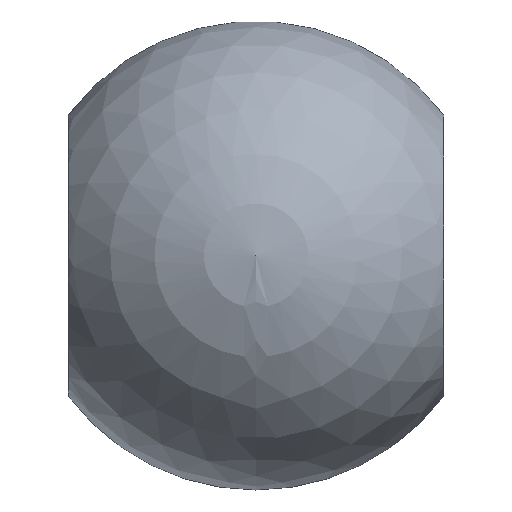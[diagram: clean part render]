
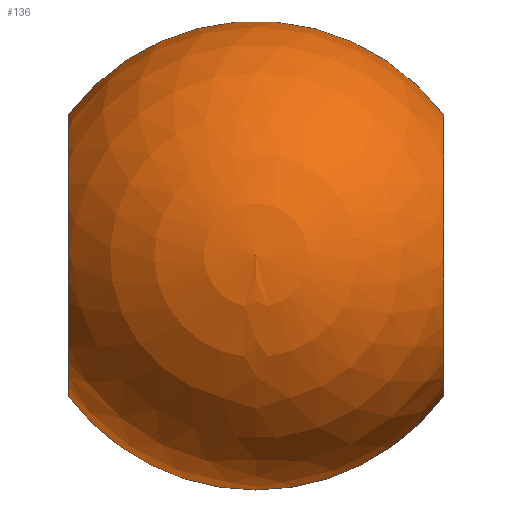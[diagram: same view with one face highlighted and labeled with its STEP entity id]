
A CAD part, front view. The second image highlights one B-rep face of the part: STEP entity #136.
In plain terms, the highlighted spherical face has radius 7.5 mm.
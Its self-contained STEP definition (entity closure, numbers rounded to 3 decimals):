
#1 = DIRECTION ( 'NONE',  ( -1., 0., 0. ) ) ;
#2 = CARTESIAN_POINT ( 'NONE',  ( -6., 0., 0. ) ) ;
#5 = AXIS2_PLACEMENT_3D ( 'NONE', #34, #22, #21 ) ;
#6 = AXIS2_PLACEMENT_3D ( 'NONE', #2, #151, #153 ) ;
#21 = DIRECTION ( 'NONE',  ( 0., 0., -1. ) ) ;
#22 = DIRECTION ( 'NONE',  ( 0., -1., 0. ) ) ;
#29 = AXIS2_PLACEMENT_3D ( 'NONE', #59, #1, #51 ) ;
#34 = CARTESIAN_POINT ( 'NONE',  ( 0., 0., 0. ) ) ;
#40 = CIRCLE ( 'NONE', #29, 4.5 ) ;
#51 = DIRECTION ( 'NONE',  ( 0., -1., 0. ) ) ;
#54 = CIRCLE ( 'NONE', #5, 7.5 ) ;
#59 = CARTESIAN_POINT ( 'NONE',  ( 6., 0., 0. ) ) ;
#62 = SPHERICAL_SURFACE ( 'NONE', #188, 7.5 ) ;
#63 = VERTEX_POINT ( 'NONE', #224 ) ;
#79 = VERTEX_POINT ( 'NONE', #229 ) ;
#82 = VERTEX_POINT ( 'NONE', #238 ) ;
#87 = ORIENTED_EDGE ( 'NONE', *, *, #182, .F. ) ;
#92 = FACE_OUTER_BOUND ( 'NONE', #129, .T. ) ;
#96 = VERTEX_POINT ( 'NONE', #227 ) ;
#116 = ORIENTED_EDGE ( 'NONE', *, *, #166, .T. ) ;
#117 = ORIENTED_EDGE ( 'NONE', *, *, #171, .T. ) ;
#118 = ORIENTED_EDGE ( 'NONE', *, *, #172, .F. ) ;
#128 = AXIS2_PLACEMENT_3D ( 'NONE', #251, #250, #249 ) ;
#129 = EDGE_LOOP ( 'NONE', ( #116, #117, #118, #87 ) ) ;
#136 = ADVANCED_FACE ( 'NONE', ( #92 ), #62, .T. ) ;
#149 = CIRCLE ( 'NONE', #128, 7.5 ) ;
#150 = CIRCLE ( 'NONE', #6, 4.5 ) ;
#151 = DIRECTION ( 'NONE',  ( -1., 0., 0. ) ) ;
#153 = DIRECTION ( 'NONE',  ( 0., 0., 1. ) ) ;
#166 = EDGE_CURVE ( 'NONE', #82, #79, #40, .T. ) ;
#171 = EDGE_CURVE ( 'NONE', #79, #63, #54, .T. ) ;
#172 = EDGE_CURVE ( 'NONE', #96, #63, #150, .T. ) ;
#176 = DIRECTION ( 'NONE',  ( 0., -1., 0. ) ) ;
#182 = EDGE_CURVE ( 'NONE', #82, #96, #149, .T. ) ;
#188 = AXIS2_PLACEMENT_3D ( 'NONE', #192, #176, #189 ) ;
#189 = DIRECTION ( 'NONE',  ( 0., 0., -1. ) ) ;
#192 = CARTESIAN_POINT ( 'NONE',  ( 0., 0., 0. ) ) ;
#224 = CARTESIAN_POINT ( 'NONE',  ( -6., 0., 4.5 ) ) ;
#227 = CARTESIAN_POINT ( 'NONE',  ( -6., 0., -4.5 ) ) ;
#229 = CARTESIAN_POINT ( 'NONE',  ( 6., 0., 4.5 ) ) ;
#238 = CARTESIAN_POINT ( 'NONE',  ( 6., 0., -4.5 ) ) ;
#249 = DIRECTION ( 'NONE',  ( 0., 0., 1. ) ) ;
#250 = DIRECTION ( 'NONE',  ( 0., 1., 0. ) ) ;
#251 = CARTESIAN_POINT ( 'NONE',  ( 0., 0., 0. ) ) ;
